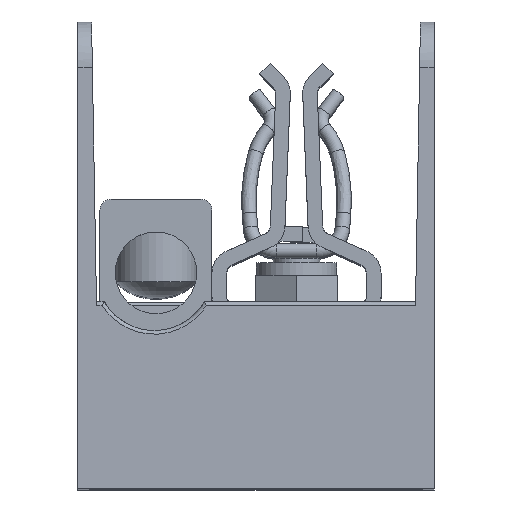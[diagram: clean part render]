
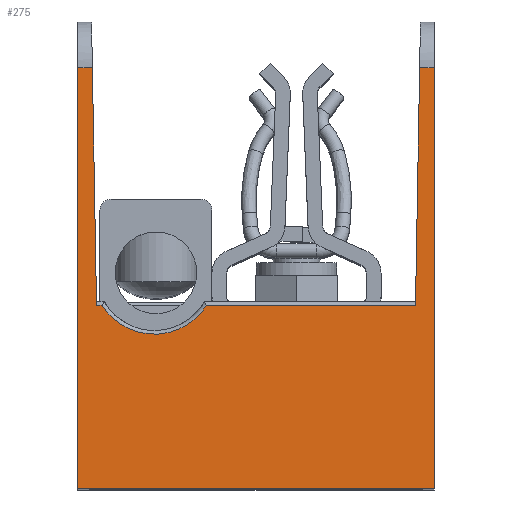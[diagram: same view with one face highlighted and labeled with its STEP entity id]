
A CAD part, top view. The second image highlights one B-rep face of the part: STEP entity #275.
In plain terms, the highlighted planar face has unit normal (0, 0.018, 1).
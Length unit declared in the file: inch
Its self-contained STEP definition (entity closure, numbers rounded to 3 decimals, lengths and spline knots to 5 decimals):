
#275 = ADVANCED_FACE ( 'NONE', ( #9268 ), #24391, .T. ) ;
#659 = CARTESIAN_POINT ( 'NONE',  ( -0.955, 0., 2.40246 ) ) ;
#1280 = CARTESIAN_POINT ( 'NONE',  ( 0.955, 0., 2.40246 ) ) ;
#1507 = DIRECTION ( 'NONE',  ( -1., 0., 0. ) ) ;
#1520 = CARTESIAN_POINT ( 'NONE',  ( -0.87689, 2.25436, 2.36311 ) ) ;
#1791 = ORIENTED_EDGE ( 'NONE', *, *, #9797, .T. ) ;
#1865 = VECTOR ( 'NONE', #5993, 39.37008 ) ;
#2131 = CARTESIAN_POINT ( 'NONE',  ( 0.955, 1., 2.385 ) ) ;
#2150 = ORIENTED_EDGE ( 'NONE', *, *, #22787, .F. ) ;
#3102 = CARTESIAN_POINT ( 'NONE',  ( -0.26585, 0.98035, 2.38534 ) ) ;
#3152 = LINE ( 'NONE', #2131, #7679 ) ;
#3434 = VERTEX_POINT ( 'NONE', #659 ) ;
#3692 = ORIENTED_EDGE ( 'NONE', *, *, #24606, .F. ) ;
#3839 = DIRECTION ( 'NONE',  ( -1., 0., 0. ) ) ;
#4176 = EDGE_CURVE ( 'NONE', #14422, #18226, #13093, .T. ) ;
#4453 = VERTEX_POINT ( 'NONE', #6423 ) ;
#4892 = CARTESIAN_POINT ( 'NONE',  ( 0.85466, 0.98035, 2.38534 ) ) ;
#5650 = ORIENTED_EDGE ( 'NONE', *, *, #22745, .T. ) ;
#5816 = EDGE_LOOP ( 'NONE', ( #6541, #12786, #1791, #22283, #2150, #3692, #10393, #5650, #6854, #14397 ) ) ;
#5993 = DIRECTION ( 'NONE',  ( -0.017, -1., 0.017 ) ) ;
#6075 = CARTESIAN_POINT ( 'NONE',  ( 0.955, 0., 2.40246 ) ) ;
#6271 = DIRECTION ( 'NONE',  ( 0., 0.017, 1. ) ) ;
#6423 = CARTESIAN_POINT ( 'NONE',  ( -0.955, 2.25436, 2.36311 ) ) ;
#6541 = ORIENTED_EDGE ( 'NONE', *, *, #4176, .T. ) ;
#6548 = CARTESIAN_POINT ( 'NONE',  ( 0.955, 2.25436, 2.36311 ) ) ;
#6854 = ORIENTED_EDGE ( 'NONE', *, *, #12189, .T. ) ;
#7276 = LINE ( 'NONE', #6548, #16960 ) ;
#7328 = VECTOR ( 'NONE', #1507, 39.37008 ) ;
#7679 = VECTOR ( 'NONE', #11792, 39.37008 ) ;
#8581 = CARTESIAN_POINT ( 'NONE',  ( -0.955, 1., 2.385 ) ) ;
#8873 = CARTESIAN_POINT ( 'NONE',  ( -0.40993, 0.75183, 2.38933 ) ) ;
#9190 = LINE ( 'NONE', #8581, #24024 ) ;
#9268 = FACE_OUTER_BOUND ( 'NONE', #5816, .T. ) ;
#9797 = EDGE_CURVE ( 'NONE', #25020, #4453, #16148, .T. ) ;
#10393 = ORIENTED_EDGE ( 'NONE', *, *, #13660, .T. ) ;
#10838 = CARTESIAN_POINT ( 'NONE',  ( 0.87689, 2.25436, 2.36311 ) ) ;
#11696 = VERTEX_POINT ( 'NONE', #14791 ) ;
#11792 = DIRECTION ( 'NONE',  ( 0., -1., 0.017 ) ) ;
#12040 = EDGE_CURVE ( 'NONE', #4453, #3434, #9190, .T. ) ;
#12182 = LINE ( 'NONE', #17608, #1865 ) ;
#12189 = EDGE_CURVE ( 'NONE', #20472, #14410, #18830, .T. ) ;
#12746 = CARTESIAN_POINT ( 'NONE',  ( -0.82415, 0.98035, 2.38534 ) ) ;
#12786 = ORIENTED_EDGE ( 'NONE', *, *, #20875, .F. ) ;
#12851 = LINE ( 'NONE', #14011, #17427 ) ;
#13054 = CARTESIAN_POINT ( 'NONE',  ( 0.955, 0.98035, 2.38534 ) ) ;
#13093 = LINE ( 'NONE', #13126, #7328 ) ;
#13126 = CARTESIAN_POINT ( 'NONE',  ( 0.955, 0.98035, 2.38534 ) ) ;
#13660 = EDGE_CURVE ( 'NONE', #11696, #13808, #7276, .T. ) ;
#13808 = VERTEX_POINT ( 'NONE', #10838 ) ;
#14011 = CARTESIAN_POINT ( 'NONE',  ( -0.855, 1., 2.385 ) ) ;
#14397 = ORIENTED_EDGE ( 'NONE', *, *, #20490, .T. ) ;
#14410 = VERTEX_POINT ( 'NONE', #3102 ) ;
#14422 = VERTEX_POINT ( 'NONE', #22501 ) ;
#14548 = CARTESIAN_POINT ( 'NONE',  ( -0.85466, 0.98035, 2.38534 ) ) ;
#14791 = CARTESIAN_POINT ( 'NONE',  ( 0.955, 2.25436, 2.36311 ) ) ;
#15545 = VECTOR ( 'NONE', #3839, 39.37008 ) ;
#15546 = VECTOR ( 'NONE', #23521, 39.37008 ) ;
#16148 = LINE ( 'NONE', #23138, #15545 ) ;
#16281 = DIRECTION ( 'NONE',  ( -1., 0., 0. ) ) ;
#16460 = DIRECTION ( 'NONE',  ( 0., -1., 0.017 ) ) ;
#16783 = AXIS2_PLACEMENT_3D ( 'NONE', #19997, #6271, #20113 ) ;
#16960 = VECTOR ( 'NONE', #16281, 39.37008 ) ;
#17427 = VECTOR ( 'NONE', #19676, 39.37008 ) ;
#17608 = CARTESIAN_POINT ( 'NONE',  ( 0.85503, 1.00174, 2.38497 ) ) ;
#17823 =( BOUNDED_CURVE ( )  B_SPLINE_CURVE ( 3, ( #18499, #8873, #24377, #12746 ),
 .UNSPECIFIED., .F., .F. ) 
 B_SPLINE_CURVE_WITH_KNOTS ( ( 4, 4 ),
 ( 5.27493, 7.29145 ),
 .UNSPECIFIED. ) 
 CURVE ( )  GEOMETRIC_REPRESENTATION_ITEM ( )  RATIONAL_B_SPLINE_CURVE ( ( 1., 0.689, 0.689, 1. ) ) 
 REPRESENTATION_ITEM ( '' )  );
#18226 = VERTEX_POINT ( 'NONE', #14548 ) ;
#18499 = CARTESIAN_POINT ( 'NONE',  ( -0.26585, 0.98035, 2.38534 ) ) ;
#18830 = LINE ( 'NONE', #13054, #23996 ) ;
#19676 = DIRECTION ( 'NONE',  ( 0.017, -1., 0.017 ) ) ;
#19997 = CARTESIAN_POINT ( 'NONE',  ( 0.955, 1., 2.385 ) ) ;
#20113 = DIRECTION ( 'NONE',  ( 0., -1., 0.017 ) ) ;
#20472 = VERTEX_POINT ( 'NONE', #4892 ) ;
#20490 = EDGE_CURVE ( 'NONE', #14410, #14422, #17823, .T. ) ;
#20659 = LINE ( 'NONE', #6075, #15546 ) ;
#20875 = EDGE_CURVE ( 'NONE', #25020, #18226, #12851, .T. ) ;
#22283 = ORIENTED_EDGE ( 'NONE', *, *, #12040, .T. ) ;
#22501 = CARTESIAN_POINT ( 'NONE',  ( -0.82415, 0.98035, 2.38534 ) ) ;
#22745 = EDGE_CURVE ( 'NONE', #13808, #20472, #12182, .T. ) ;
#22787 = EDGE_CURVE ( 'NONE', #23122, #3434, #20659, .T. ) ;
#23122 = VERTEX_POINT ( 'NONE', #1280 ) ;
#23138 = CARTESIAN_POINT ( 'NONE',  ( 0.955, 2.25436, 2.36311 ) ) ;
#23521 = DIRECTION ( 'NONE',  ( -1., 0., 0. ) ) ;
#23996 = VECTOR ( 'NONE', #24668, 39.37008 ) ;
#24024 = VECTOR ( 'NONE', #16460, 39.37008 ) ;
#24377 = CARTESIAN_POINT ( 'NONE',  ( -0.68007, 0.75183, 2.38933 ) ) ;
#24391 = PLANE ( 'NONE',  #16783 ) ;
#24606 = EDGE_CURVE ( 'NONE', #11696, #23122, #3152, .T. ) ;
#24668 = DIRECTION ( 'NONE',  ( -1., 0., 0. ) ) ;
#25020 = VERTEX_POINT ( 'NONE', #1520 ) ;
